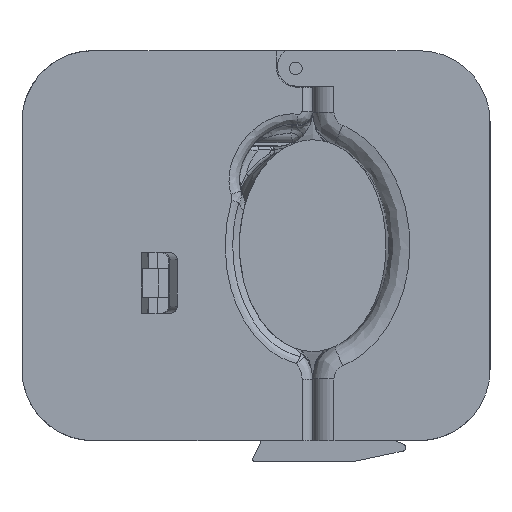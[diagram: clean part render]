
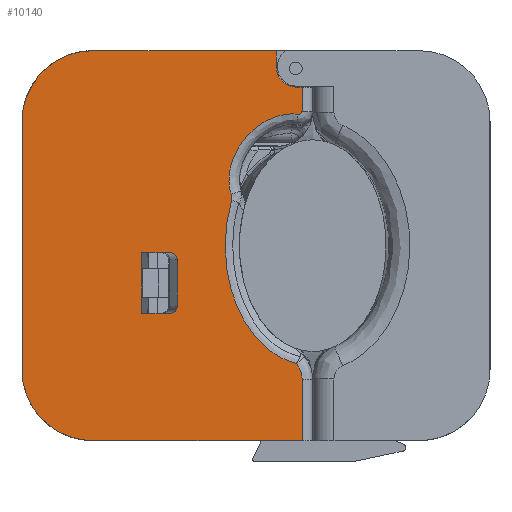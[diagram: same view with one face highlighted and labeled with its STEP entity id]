
A CAD part, left-side view. The second image highlights one B-rep face of the part: STEP entity #10140.
In plain terms, the highlighted planar face has unit normal (-1, 0, 0).
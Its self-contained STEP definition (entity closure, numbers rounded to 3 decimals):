
#92=ELLIPSE('',#10986,2.013,2.);
#93=ELLIPSE('',#10987,2.013,2.);
#144=FACE_BOUND('',#1563,.T.);
#535=CIRCLE('',#10983,5.8);
#536=CIRCLE('',#10984,20.);
#537=CIRCLE('',#10985,20.);
#977=FACE_OUTER_BOUND('',#1562,.T.);
#1562=EDGE_LOOP('',(#8337,#8338,#8339,#8340,#8341,#8342,#8343,#8344,#8345,
#8346,#8347,#8348,#8349,#8350,#8351));
#1563=EDGE_LOOP('',(#8352,#8353,#8354,#8355,#8356,#8357));
#2491=LINE('',#17022,#3531);
#2493=LINE('',#17522,#3533);
#2494=LINE('',#17529,#3534);
#2495=LINE('',#17533,#3535);
#2496=LINE('',#17535,#3536);
#2497=LINE('',#17539,#3537);
#2498=LINE('',#17542,#3538);
#2499=LINE('',#17545,#3539);
#2500=LINE('',#17547,#3540);
#2501=LINE('',#17549,#3541);
#2502=LINE('',#17553,#3542);
#3531=VECTOR('',#12980,10.);
#3533=VECTOR('',#12994,10.);
#3534=VECTOR('',#12997,10.);
#3535=VECTOR('',#13000,10.);
#3536=VECTOR('',#13001,10.);
#3537=VECTOR('',#13004,10.);
#3538=VECTOR('',#13007,10.);
#3539=VECTOR('',#13008,10.);
#3540=VECTOR('',#13009,10.);
#3541=VECTOR('',#13010,10.);
#3542=VECTOR('',#13013,10.);
#3910=B_SPLINE_CURVE_WITH_KNOTS('',3,(#17007,#17008,#17009,#17010),
 .UNSPECIFIED.,.F.,.F.,(4,4),(0.327,0.812),
 .UNSPECIFIED.);
#3916=B_SPLINE_CURVE_WITH_KNOTS('',3,(#17116,#17117,#17118,#17119,#17120,
#17121,#17122,#17123),.UNSPECIFIED.,.F.,.F.,(4,1,1,1,1,4),(-5.759,
-4.969,-3.389,-1.809,-1.019,
-0.302),.UNSPECIFIED.);
#3935=B_SPLINE_CURVE_WITH_KNOTS('',3,(#17383,#17384,#17385,#17386,#17387),
 .UNSPECIFIED.,.F.,.F.,(4,1,4),(0.009,0.069,
0.161),.UNSPECIFIED.);
#3938=B_SPLINE_CURVE_WITH_KNOTS('',3,(#17449,#17450,#17451,#17452,#17453,
#17454,#17455,#17456),.UNSPECIFIED.,.F.,.F.,(4,1,1,1,1,4),(-3.405,
-2.919,-1.946,-0.973,-0.486,
0.),.UNSPECIFIED.);
#3941=B_SPLINE_CURVE_WITH_KNOTS('',3,(#17509,#17510,#17511,#17512,#17513,
#17514,#17515),.UNSPECIFIED.,.F.,.F.,(4,1,1,1,4),(0.,0.013,
0.038,0.101,0.176),.UNSPECIFIED.);
#4624=VERTEX_POINT('',#17004);
#4625=VERTEX_POINT('',#17006);
#4627=VERTEX_POINT('',#17018);
#4632=VERTEX_POINT('',#17114);
#4650=VERTEX_POINT('',#17381);
#4651=VERTEX_POINT('',#17382);
#4654=VERTEX_POINT('',#17448);
#4658=VERTEX_POINT('',#17520);
#4659=VERTEX_POINT('',#17528);
#4660=VERTEX_POINT('',#17530);
#4661=VERTEX_POINT('',#17532);
#4662=VERTEX_POINT('',#17534);
#4663=VERTEX_POINT('',#17536);
#4664=VERTEX_POINT('',#17538);
#4665=VERTEX_POINT('',#17540);
#4666=VERTEX_POINT('',#17543);
#4667=VERTEX_POINT('',#17544);
#4668=VERTEX_POINT('',#17546);
#4669=VERTEX_POINT('',#17548);
#4670=VERTEX_POINT('',#17550);
#4671=VERTEX_POINT('',#17552);
#5905=EDGE_CURVE('',#4624,#4625,#3910,.T.);
#5910=EDGE_CURVE('',#4625,#4627,#2491,.T.);
#5916=EDGE_CURVE('',#4632,#4624,#3916,.T.);
#5936=EDGE_CURVE('',#4650,#4651,#3935,.T.);
#5940=EDGE_CURVE('',#4651,#4654,#3938,.T.);
#5944=EDGE_CURVE('',#4654,#4632,#3941,.T.);
#5947=EDGE_CURVE('',#4658,#4650,#2493,.T.);
#5949=EDGE_CURVE('',#4658,#4659,#2494,.T.);
#5950=EDGE_CURVE('',#4659,#4660,#535,.T.);
#5951=EDGE_CURVE('',#4660,#4661,#2495,.T.);
#5952=EDGE_CURVE('',#4662,#4661,#2496,.T.);
#5953=EDGE_CURVE('',#4663,#4662,#536,.T.);
#5954=EDGE_CURVE('',#4664,#4663,#2497,.T.);
#5955=EDGE_CURVE('',#4665,#4664,#537,.T.);
#5956=EDGE_CURVE('',#4627,#4665,#2498,.T.);
#5957=EDGE_CURVE('',#4666,#4667,#2499,.T.);
#5958=EDGE_CURVE('',#4667,#4668,#2500,.T.);
#5959=EDGE_CURVE('',#4668,#4669,#2501,.T.);
#5960=EDGE_CURVE('',#4669,#4670,#92,.T.);
#5961=EDGE_CURVE('',#4670,#4671,#2502,.T.);
#5962=EDGE_CURVE('',#4671,#4666,#93,.T.);
#8337=ORIENTED_EDGE('',*,*,#5905,.F.);
#8338=ORIENTED_EDGE('',*,*,#5916,.F.);
#8339=ORIENTED_EDGE('',*,*,#5944,.F.);
#8340=ORIENTED_EDGE('',*,*,#5940,.F.);
#8341=ORIENTED_EDGE('',*,*,#5936,.F.);
#8342=ORIENTED_EDGE('',*,*,#5947,.F.);
#8343=ORIENTED_EDGE('',*,*,#5949,.T.);
#8344=ORIENTED_EDGE('',*,*,#5950,.T.);
#8345=ORIENTED_EDGE('',*,*,#5951,.T.);
#8346=ORIENTED_EDGE('',*,*,#5952,.F.);
#8347=ORIENTED_EDGE('',*,*,#5953,.F.);
#8348=ORIENTED_EDGE('',*,*,#5954,.F.);
#8349=ORIENTED_EDGE('',*,*,#5955,.F.);
#8350=ORIENTED_EDGE('',*,*,#5956,.F.);
#8351=ORIENTED_EDGE('',*,*,#5910,.F.);
#8352=ORIENTED_EDGE('',*,*,#5957,.T.);
#8353=ORIENTED_EDGE('',*,*,#5958,.T.);
#8354=ORIENTED_EDGE('',*,*,#5959,.T.);
#8355=ORIENTED_EDGE('',*,*,#5960,.T.);
#8356=ORIENTED_EDGE('',*,*,#5961,.T.);
#8357=ORIENTED_EDGE('',*,*,#5962,.T.);
#9662=PLANE('',#10982);
#10140=ADVANCED_FACE('',(#977,#144),#9662,.T.);
#10982=AXIS2_PLACEMENT_3D('',#17527,#12995,#12996);
#10983=AXIS2_PLACEMENT_3D('',#17531,#12998,#12999);
#10984=AXIS2_PLACEMENT_3D('',#17537,#13002,#13003);
#10985=AXIS2_PLACEMENT_3D('',#17541,#13005,#13006);
#10986=AXIS2_PLACEMENT_3D('',#17551,#13011,#13012);
#10987=AXIS2_PLACEMENT_3D('',#17554,#13014,#13015);
#12980=DIRECTION('',(0.,0.,-1.));
#12994=DIRECTION('',(0.,0.,-1.));
#12995=DIRECTION('center_axis',(-1.,0.,0.));
#12996=DIRECTION('ref_axis',(0.,-1.,0.));
#12997=DIRECTION('',(0.,1.,0.));
#12998=DIRECTION('center_axis',(1.,0.,0.));
#12999=DIRECTION('ref_axis',(0.,1.,0.));
#13000=DIRECTION('',(0.,0.,1.));
#13001=DIRECTION('',(0.,-1.,0.));
#13002=DIRECTION('center_axis',(1.,0.,0.));
#13003=DIRECTION('ref_axis',(0.,0.707,0.707));
#13004=DIRECTION('',(0.,0.,1.));
#13005=DIRECTION('center_axis',(1.,0.,0.));
#13006=DIRECTION('ref_axis',(0.,0.707,-0.707));
#13007=DIRECTION('',(0.,1.,0.));
#13008=DIRECTION('',(0.,1.,0.));
#13009=DIRECTION('',(0.,0.,1.));
#13010=DIRECTION('',(0.,-1.,0.));
#13011=DIRECTION('center_axis',(1.,0.,0.));
#13012=DIRECTION('ref_axis',(0.,-1.,0.));
#13013=DIRECTION('',(0.,0.,-1.));
#13014=DIRECTION('center_axis',(1.,0.,0.));
#13015=DIRECTION('ref_axis',(0.,-1.,0.));
#17004=CARTESIAN_POINT('',(-110.738,-55.848,-33.252));
#17006=CARTESIAN_POINT('',(-110.738,-57.462,-37.726));
#17007=CARTESIAN_POINT('Ctrl Pts',(-110.738,-55.848,-33.252));
#17008=CARTESIAN_POINT('Ctrl Pts',(-110.738,-56.881,
-34.497));
#17009=CARTESIAN_POINT('Ctrl Pts',(-110.738,-57.462,
-36.109));
#17010=CARTESIAN_POINT('Ctrl Pts',(-110.738,-57.462,
-37.726));
#17018=CARTESIAN_POINT('',(-110.738,-57.462,-55.));
#17022=CARTESIAN_POINT('',(-110.738,-57.462,0.));
#17114=CARTESIAN_POINT('',(-110.738,-37.57,12.768));
#17116=CARTESIAN_POINT('Ctrl Pts',(-110.738,-37.57,
12.768));
#17117=CARTESIAN_POINT('Ctrl Pts',(-110.738,-36.827,
10.241));
#17118=CARTESIAN_POINT('Ctrl Pts',(-110.738,-35.318,
2.447));
#17119=CARTESIAN_POINT('Ctrl Pts',(-110.738,-36.094,
-10.853));
#17120=CARTESIAN_POINT('Ctrl Pts',(-110.738,-41.458,
-23.202));
#17121=CARTESIAN_POINT('Ctrl Pts',(-110.738,-48.919,
-30.491));
#17122=CARTESIAN_POINT('Ctrl Pts',(-110.738,-53.536,
-32.658));
#17123=CARTESIAN_POINT('Ctrl Pts',(-110.738,-55.848,
-33.252));
#17381=CARTESIAN_POINT('',(-110.738,-57.462,37.899));
#17382=CARTESIAN_POINT('',(-110.738,-56.351,37.078));
#17383=CARTESIAN_POINT('Ctrl Pts',(-110.738,-57.461,
37.899));
#17384=CARTESIAN_POINT('Ctrl Pts',(-110.738,-57.426,
37.7));
#17385=CARTESIAN_POINT('Ctrl Pts',(-110.738,-57.185,
37.225));
#17386=CARTESIAN_POINT('Ctrl Pts',(-110.738,-56.655,
37.039));
#17387=CARTESIAN_POINT('Ctrl Pts',(-110.738,-56.351,
37.078));
#17448=CARTESIAN_POINT('',(-110.738,-37.428,14.503));
#17449=CARTESIAN_POINT('Ctrl Pts',(-110.738,-56.351,37.078));
#17450=CARTESIAN_POINT('Ctrl Pts',(-110.738,-54.742,
37.281));
#17451=CARTESIAN_POINT('Ctrl Pts',(-110.738,-49.799,
36.9));
#17452=CARTESIAN_POINT('Ctrl Pts',(-110.738,-42.599,
32.642));
#17453=CARTESIAN_POINT('Ctrl Pts',(-110.738,-37.985,
25.735));
#17454=CARTESIAN_POINT('Ctrl Pts',(-110.738,-36.595,
19.324));
#17455=CARTESIAN_POINT('Ctrl Pts',(-110.738,-36.941,
16.05));
#17456=CARTESIAN_POINT('Ctrl Pts',(-110.738,-37.428,
14.503));
#17509=CARTESIAN_POINT('Ctrl Pts',(-110.738,-37.428,
14.503));
#17510=CARTESIAN_POINT('Ctrl Pts',(-110.738,-37.44,
14.463));
#17511=CARTESIAN_POINT('Ctrl Pts',(-110.738,-37.477,
14.342));
#17512=CARTESIAN_POINT('Ctrl Pts',(-110.738,-37.563,
14.017));
#17513=CARTESIAN_POINT('Ctrl Pts',(-110.738,-37.653,
13.478));
#17514=CARTESIAN_POINT('Ctrl Pts',(-110.738,-37.641,
13.009));
#17515=CARTESIAN_POINT('Ctrl Pts',(-110.738,-37.57,
12.768));
#17520=CARTESIAN_POINT('',(-110.738,-57.462,44.7));
#17522=CARTESIAN_POINT('',(-110.738,-57.462,0.));
#17527=CARTESIAN_POINT('Origin',(-110.738,21.538,0.));
#17528=CARTESIAN_POINT('',(-110.738,-55.962,44.7));
#17529=CARTESIAN_POINT('',(-110.738,-19.462,44.7));
#17530=CARTESIAN_POINT('',(-110.738,-50.162,50.5));
#17531=CARTESIAN_POINT('Origin',(-110.738,-55.962,50.5));
#17532=CARTESIAN_POINT('',(-110.738,-50.162,55.));
#17533=CARTESIAN_POINT('',(-110.738,-50.162,25.25));
#17534=CARTESIAN_POINT('',(-110.738,1.538,55.));
#17535=CARTESIAN_POINT('',(-110.738,-110.462,55.));
#17536=CARTESIAN_POINT('',(-110.738,21.538,35.));
#17537=CARTESIAN_POINT('Origin',(-110.738,1.538,35.));
#17538=CARTESIAN_POINT('',(-110.738,21.538,-35.));
#17539=CARTESIAN_POINT('',(-110.738,21.538,0.));
#17540=CARTESIAN_POINT('',(-110.738,1.538,-55.));
#17541=CARTESIAN_POINT('Origin',(-110.738,1.538,-35.));
#17542=CARTESIAN_POINT('',(-110.738,-110.462,-55.));
#17543=CARTESIAN_POINT('',(-110.738,-20.287,-19.031));
#17544=CARTESIAN_POINT('',(-110.738,-12.235,-19.031));
#17545=CARTESIAN_POINT('',(-110.738,5.661,-19.031));
#17546=CARTESIAN_POINT('',(-110.738,-12.235,-2.031));
#17547=CARTESIAN_POINT('',(-110.738,-12.235,-1.015));
#17548=CARTESIAN_POINT('',(-110.738,-20.287,-2.031));
#17549=CARTESIAN_POINT('',(-110.738,1.687,-2.031));
#17550=CARTESIAN_POINT('',(-110.738,-22.3,-4.031));
#17551=CARTESIAN_POINT('Origin',(-110.738,-20.287,-4.031));
#17552=CARTESIAN_POINT('',(-110.738,-22.3,-17.031));
#17553=CARTESIAN_POINT('',(-110.738,-22.3,-8.515));
#17554=CARTESIAN_POINT('Origin',(-110.738,-20.287,-17.031));
